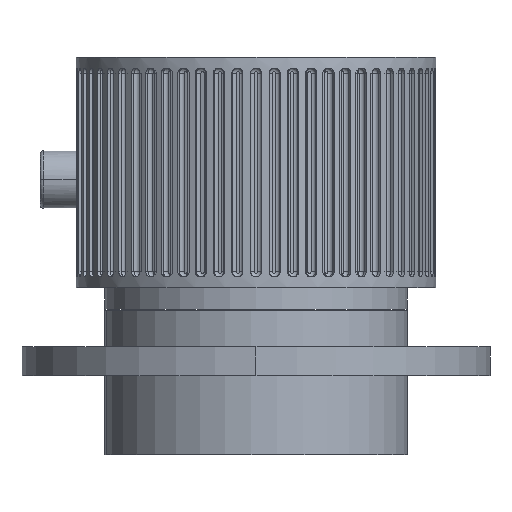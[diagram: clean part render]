
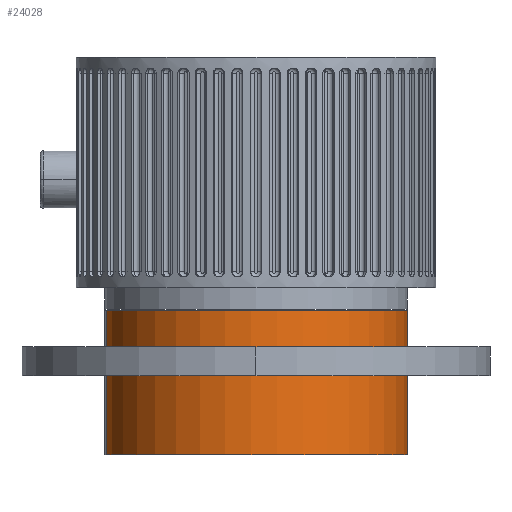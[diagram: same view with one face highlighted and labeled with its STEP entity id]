
A CAD part, left-side view. The second image highlights one B-rep face of the part: STEP entity #24028.
In plain terms, the highlighted cylindrical face has radius 21 mm (diameter 42 mm), a partial arc.
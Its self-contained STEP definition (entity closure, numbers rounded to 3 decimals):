
#481 = CARTESIAN_POINT ( 'NONE',  ( 21., 0., 20. ) ) ;
#1552 = FACE_OUTER_BOUND ( 'NONE', #7619, .T. ) ;
#1785 = CARTESIAN_POINT ( 'NONE',  ( 21., 0., 0. ) ) ;
#1945 = ORIENTED_EDGE ( 'NONE', *, *, #33855, .T. ) ;
#2030 = VERTEX_POINT ( 'NONE', #1785 ) ;
#6525 = CARTESIAN_POINT ( 'NONE',  ( 0., 0., 0. ) ) ;
#7083 = DIRECTION ( 'NONE',  ( 0., 0., -1. ) ) ;
#7226 = CARTESIAN_POINT ( 'NONE',  ( -21., 0., 20. ) ) ;
#7281 = CARTESIAN_POINT ( 'NONE',  ( 0., 0., 20. ) ) ;
#7619 = EDGE_LOOP ( 'NONE', ( #14245, #25689, #1945, #8688 ) ) ;
#8688 = ORIENTED_EDGE ( 'NONE', *, *, #19717, .T. ) ;
#9932 = DIRECTION ( 'NONE',  ( 1., 0., 0. ) ) ;
#10545 = CARTESIAN_POINT ( 'NONE',  ( -21., 0., 20. ) ) ;
#12371 = DIRECTION ( 'NONE',  ( 0., 0., -1. ) ) ;
#12783 = CARTESIAN_POINT ( 'NONE',  ( 0., 0., 20. ) ) ;
#13582 = VERTEX_POINT ( 'NONE', #28880 ) ;
#14245 = ORIENTED_EDGE ( 'NONE', *, *, #26748, .F. ) ;
#16513 = LINE ( 'NONE', #7226, #25416 ) ;
#18295 = DIRECTION ( 'NONE',  ( 1., 0., 0. ) ) ;
#19271 = AXIS2_PLACEMENT_3D ( 'NONE', #7281, #7083, #27230 ) ;
#19384 = AXIS2_PLACEMENT_3D ( 'NONE', #12783, #35594, #9932 ) ;
#19717 = EDGE_CURVE ( 'NONE', #13582, #2030, #34893, .T. ) ;
#21329 = CYLINDRICAL_SURFACE ( 'NONE', #19271, 21. ) ;
#21342 = DIRECTION ( 'NONE',  ( 0., 0., 1. ) ) ;
#24028 = ADVANCED_FACE ( 'NONE', ( #1552 ), #21329, .T. ) ;
#24232 = CIRCLE ( 'NONE', #19384, 21. ) ;
#25120 = EDGE_CURVE ( 'NONE', #34735, #28613, #24232, .T. ) ;
#25250 = DIRECTION ( 'NONE',  ( 0., 0., -1. ) ) ;
#25416 = VECTOR ( 'NONE', #25250, 1000. ) ;
#25689 = ORIENTED_EDGE ( 'NONE', *, *, #25120, .F. ) ;
#26383 = AXIS2_PLACEMENT_3D ( 'NONE', #6525, #21342, #18295 ) ;
#26748 = EDGE_CURVE ( 'NONE', #28613, #2030, #35941, .T. ) ;
#27230 = DIRECTION ( 'NONE',  ( -1., 0., 0. ) ) ;
#28613 = VERTEX_POINT ( 'NONE', #481 ) ;
#28880 = CARTESIAN_POINT ( 'NONE',  ( -21., 0., 0. ) ) ;
#30395 = VECTOR ( 'NONE', #12371, 1000. ) ;
#32891 = CARTESIAN_POINT ( 'NONE',  ( 21., 0., 20. ) ) ;
#33855 = EDGE_CURVE ( 'NONE', #34735, #13582, #16513, .T. ) ;
#34735 = VERTEX_POINT ( 'NONE', #10545 ) ;
#34893 = CIRCLE ( 'NONE', #26383, 21. ) ;
#35594 = DIRECTION ( 'NONE',  ( 0., 0., 1. ) ) ;
#35941 = LINE ( 'NONE', #32891, #30395 ) ;
